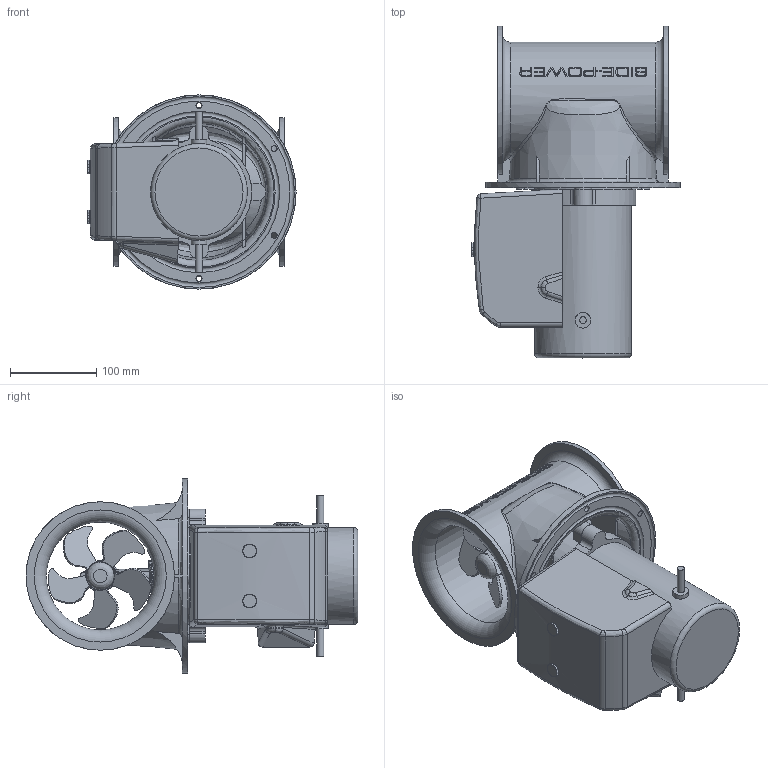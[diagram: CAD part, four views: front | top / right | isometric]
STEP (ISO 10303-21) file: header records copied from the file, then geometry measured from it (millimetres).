
FILE_DESCRIPTION(/* description */ (''),/* implementation_level */ '2;1');
FILE_NAME(/* name */ 'SE40-125S STERN.stp',/* time_stamp */ '2018-03-23T13:48:34+01:00',/* author */ ('elvira'),/* organization */ (''),/* preprocessor_version */ 'ST-DEVELOPER v17',/* originating_system */ 'Autodesk Inventor 2018',/* authorisation */ '');
FILE_SCHEMA (('AUTOMOTIVE_DESIGN { 1 0 10303 214 3 1 1 }'));
Products named in the file (1): SM-137740
Bounding box: 241.2 x 384.5 x 225 mm (x, y, z)
Volume: 4804098.2 mm3; surface area: 508951.8 mm2
Topology: 2 solids, 2 shells, 1072 faces, 3011 edges, 1976 vertices
Faces by surface type: cylinder 481, plane 330, bspline 174, torus 43, cone 38, sphere 6
Full cylindrical faces by diameter (mm): 8 x2, 8.5 x2, 9.8 x1, 18 x2, 28 x1, 30 x1, 32.828 x1, 35.418 x1, 112 x1, 125 x1, 225 x1
Entity records: 55077 total; most frequent: CARTESIAN_POINT 27186, ORIENTED_EDGE 6018, DIRECTION 5234, EDGE_CURVE 3009, AXIS2_PLACEMENT_3D 2007, VERTEX_POINT 1976, LINE 1220, VECTOR 1220
